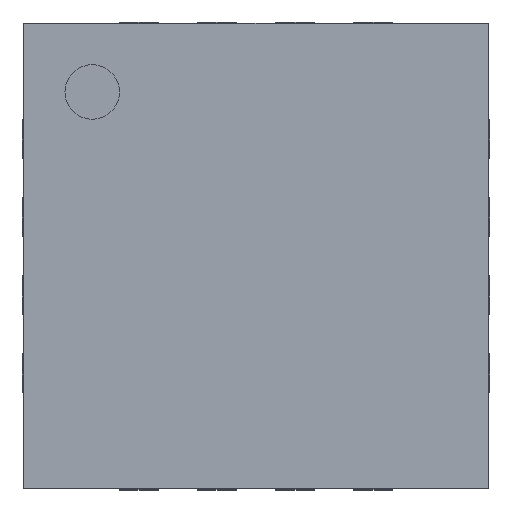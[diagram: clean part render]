
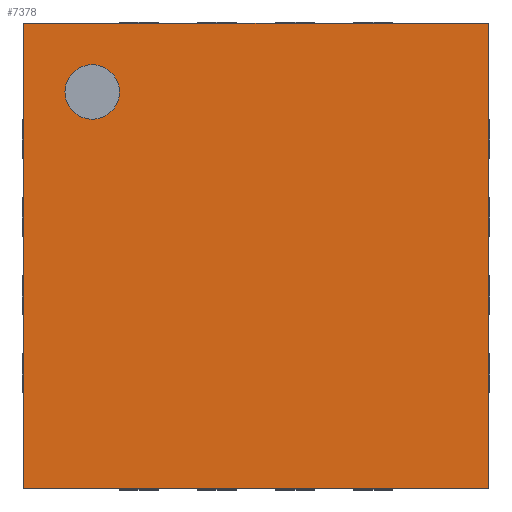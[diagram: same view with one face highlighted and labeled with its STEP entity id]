
A CAD part, top view. The second image highlights one B-rep face of the part: STEP entity #7378.
In plain terms, the highlighted planar face has unit normal (0, 0, 1).
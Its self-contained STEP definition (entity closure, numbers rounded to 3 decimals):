
#214 = PLANE('',#215);
#215 = AXIS2_PLACEMENT_3D('',#216,#217,#218);
#216 = CARTESIAN_POINT('',(-1.49,1.49,0.03));
#217 = DIRECTION('',(1.,0.,0.));
#218 = DIRECTION('',(0.,0.,1.));
#468 = PLANE('',#469);
#469 = AXIS2_PLACEMENT_3D('',#470,#471,#472);
#470 = CARTESIAN_POINT('',(-1.49,1.49,0.03));
#471 = DIRECTION('',(0.,-1.,0.));
#472 = DIRECTION('',(0.,0.,1.));
#873 = PLANE('',#874);
#874 = AXIS2_PLACEMENT_3D('',#875,#876,#877);
#875 = CARTESIAN_POINT('',(-1.49,-1.49,0.03));
#876 = DIRECTION('',(0.,-1.,0.));
#877 = DIRECTION('',(0.,0.,1.));
#1341 = PLANE('',#1342);
#1342 = AXIS2_PLACEMENT_3D('',#1343,#1344,#1345);
#1343 = CARTESIAN_POINT('',(1.49,1.49,0.03));
#1344 = DIRECTION('',(1.,0.,0.));
#1345 = DIRECTION('',(0.,0.,1.));
#2373 = VERTEX_POINT('',#2374);
#2374 = CARTESIAN_POINT('',(-1.49,1.49,1.01));
#2395 = EDGE_CURVE('',#2373,#2396,#2398,.T.);
#2396 = VERTEX_POINT('',#2397);
#2397 = CARTESIAN_POINT('',(-1.49,-1.49,1.01));
#2398 = SURFACE_CURVE('',#2399,(#2403,#2410),.PCURVE_S1.);
#2399 = LINE('',#2400,#2401);
#2400 = CARTESIAN_POINT('',(-1.49,1.49,1.01));
#2401 = VECTOR('',#2402,1.);
#2402 = DIRECTION('',(0.,-1.,0.));
#2403 = PCURVE('',#214,#2404);
#2404 = DEFINITIONAL_REPRESENTATION('',(#2405),#2409);
#2405 = LINE('',#2406,#2407);
#2406 = CARTESIAN_POINT('',(0.98,0.));
#2407 = VECTOR('',#2408,1.);
#2408 = DIRECTION('',(0.,1.));
#2409 = ( GEOMETRIC_REPRESENTATION_CONTEXT(2) 
PARAMETRIC_REPRESENTATION_CONTEXT() REPRESENTATION_CONTEXT('2D SPACE',''
  ) );
#2410 = PCURVE('',#2411,#2416);
#2411 = PLANE('',#2412);
#2412 = AXIS2_PLACEMENT_3D('',#2413,#2414,#2415);
#2413 = CARTESIAN_POINT('',(-1.49,1.49,1.01));
#2414 = DIRECTION('',(0.,0.,1.));
#2415 = DIRECTION('',(0.,-1.,0.));
#2416 = DEFINITIONAL_REPRESENTATION('',(#2417),#2421);
#2417 = LINE('',#2418,#2419);
#2418 = CARTESIAN_POINT('',(0.,0.));
#2419 = VECTOR('',#2420,1.);
#2420 = DIRECTION('',(1.,0.));
#2421 = ( GEOMETRIC_REPRESENTATION_CONTEXT(2) 
PARAMETRIC_REPRESENTATION_CONTEXT() REPRESENTATION_CONTEXT('2D SPACE',''
  ) );
#2687 = EDGE_CURVE('',#2373,#2688,#2690,.T.);
#2688 = VERTEX_POINT('',#2689);
#2689 = CARTESIAN_POINT('',(1.49,1.49,1.01));
#2690 = SURFACE_CURVE('',#2691,(#2695,#2702),.PCURVE_S1.);
#2691 = LINE('',#2692,#2693);
#2692 = CARTESIAN_POINT('',(-1.49,1.49,1.01));
#2693 = VECTOR('',#2694,1.);
#2694 = DIRECTION('',(1.,0.,0.));
#2695 = PCURVE('',#468,#2696);
#2696 = DEFINITIONAL_REPRESENTATION('',(#2697),#2701);
#2697 = LINE('',#2698,#2699);
#2698 = CARTESIAN_POINT('',(0.98,0.));
#2699 = VECTOR('',#2700,1.);
#2700 = DIRECTION('',(0.,-1.));
#2701 = ( GEOMETRIC_REPRESENTATION_CONTEXT(2) 
PARAMETRIC_REPRESENTATION_CONTEXT() REPRESENTATION_CONTEXT('2D SPACE',''
  ) );
#2702 = PCURVE('',#2411,#2703);
#2703 = DEFINITIONAL_REPRESENTATION('',(#2704),#2708);
#2704 = LINE('',#2705,#2706);
#2705 = CARTESIAN_POINT('',(0.,0.));
#2706 = VECTOR('',#2707,1.);
#2707 = DIRECTION('',(0.,1.));
#2708 = ( GEOMETRIC_REPRESENTATION_CONTEXT(2) 
PARAMETRIC_REPRESENTATION_CONTEXT() REPRESENTATION_CONTEXT('2D SPACE',''
  ) );
#4642 = EDGE_CURVE('',#2688,#4643,#4645,.T.);
#4643 = VERTEX_POINT('',#4644);
#4644 = CARTESIAN_POINT('',(1.49,-1.49,1.01));
#4645 = SURFACE_CURVE('',#4646,(#4650,#4657),.PCURVE_S1.);
#4646 = LINE('',#4647,#4648);
#4647 = CARTESIAN_POINT('',(1.49,1.49,1.01));
#4648 = VECTOR('',#4649,1.);
#4649 = DIRECTION('',(0.,-1.,0.));
#4650 = PCURVE('',#1341,#4651);
#4651 = DEFINITIONAL_REPRESENTATION('',(#4652),#4656);
#4652 = LINE('',#4653,#4654);
#4653 = CARTESIAN_POINT('',(0.98,0.));
#4654 = VECTOR('',#4655,1.);
#4655 = DIRECTION('',(0.,1.));
#4656 = ( GEOMETRIC_REPRESENTATION_CONTEXT(2) 
PARAMETRIC_REPRESENTATION_CONTEXT() REPRESENTATION_CONTEXT('2D SPACE',''
  ) );
#4657 = PCURVE('',#2411,#4658);
#4658 = DEFINITIONAL_REPRESENTATION('',(#4659),#4663);
#4659 = LINE('',#4660,#4661);
#4660 = CARTESIAN_POINT('',(0.,2.98));
#4661 = VECTOR('',#4662,1.);
#4662 = DIRECTION('',(1.,0.));
#4663 = ( GEOMETRIC_REPRESENTATION_CONTEXT(2) 
PARAMETRIC_REPRESENTATION_CONTEXT() REPRESENTATION_CONTEXT('2D SPACE',''
  ) );
#4969 = EDGE_CURVE('',#2396,#4643,#4970,.T.);
#4970 = SURFACE_CURVE('',#4971,(#4975,#4982),.PCURVE_S1.);
#4971 = LINE('',#4972,#4973);
#4972 = CARTESIAN_POINT('',(-1.49,-1.49,1.01));
#4973 = VECTOR('',#4974,1.);
#4974 = DIRECTION('',(1.,0.,0.));
#4975 = PCURVE('',#873,#4976);
#4976 = DEFINITIONAL_REPRESENTATION('',(#4977),#4981);
#4977 = LINE('',#4978,#4979);
#4978 = CARTESIAN_POINT('',(0.98,0.));
#4979 = VECTOR('',#4980,1.);
#4980 = DIRECTION('',(0.,-1.));
#4981 = ( GEOMETRIC_REPRESENTATION_CONTEXT(2) 
PARAMETRIC_REPRESENTATION_CONTEXT() REPRESENTATION_CONTEXT('2D SPACE',''
  ) );
#4982 = PCURVE('',#2411,#4983);
#4983 = DEFINITIONAL_REPRESENTATION('',(#4984),#4988);
#4984 = LINE('',#4985,#4986);
#4985 = CARTESIAN_POINT('',(2.98,0.));
#4986 = VECTOR('',#4987,1.);
#4987 = DIRECTION('',(0.,1.));
#4988 = ( GEOMETRIC_REPRESENTATION_CONTEXT(2) 
PARAMETRIC_REPRESENTATION_CONTEXT() REPRESENTATION_CONTEXT('2D SPACE',''
  ) );
#7378 = ADVANCED_FACE('',(#7379,#7385),#2411,.T.);
#7379 = FACE_BOUND('',#7380,.T.);
#7380 = EDGE_LOOP('',(#7381,#7382,#7383,#7384));
#7381 = ORIENTED_EDGE('',*,*,#2687,.F.);
#7382 = ORIENTED_EDGE('',*,*,#2395,.T.);
#7383 = ORIENTED_EDGE('',*,*,#4969,.T.);
#7384 = ORIENTED_EDGE('',*,*,#4642,.F.);
#7385 = FACE_BOUND('',#7386,.T.);
#7386 = EDGE_LOOP('',(#7387));
#7387 = ORIENTED_EDGE('',*,*,#7388,.F.);
#7388 = EDGE_CURVE('',#7389,#7389,#7391,.T.);
#7389 = VERTEX_POINT('',#7390);
#7390 = CARTESIAN_POINT('',(-1.05,0.875,1.01));
#7391 = SURFACE_CURVE('',#7392,(#7397,#7404),.PCURVE_S1.);
#7392 = CIRCLE('',#7393,0.175);
#7393 = AXIS2_PLACEMENT_3D('',#7394,#7395,#7396);
#7394 = CARTESIAN_POINT('',(-1.05,1.05,1.01));
#7395 = DIRECTION('',(0.,0.,1.));
#7396 = DIRECTION('',(0.,-1.,0.));
#7397 = PCURVE('',#2411,#7398);
#7398 = DEFINITIONAL_REPRESENTATION('',(#7399),#7403);
#7399 = CIRCLE('',#7400,0.175);
#7400 = AXIS2_PLACEMENT_2D('',#7401,#7402);
#7401 = CARTESIAN_POINT('',(0.44,0.44));
#7402 = DIRECTION('',(1.,0.));
#7403 = ( GEOMETRIC_REPRESENTATION_CONTEXT(2) 
PARAMETRIC_REPRESENTATION_CONTEXT() REPRESENTATION_CONTEXT('2D SPACE',''
  ) );
#7404 = PCURVE('',#7405,#7410);
#7405 = CYLINDRICAL_SURFACE('',#7406,0.175);
#7406 = AXIS2_PLACEMENT_3D('',#7407,#7408,#7409);
#7407 = CARTESIAN_POINT('',(-1.05,1.05,1.01));
#7408 = DIRECTION('',(0.,0.,-1.));
#7409 = DIRECTION('',(0.,-1.,0.));
#7410 = DEFINITIONAL_REPRESENTATION('',(#7411),#7415);
#7411 = LINE('',#7412,#7413);
#7412 = CARTESIAN_POINT('',(0.,0.));
#7413 = VECTOR('',#7414,1.);
#7414 = DIRECTION('',(-1.,0.));
#7415 = ( GEOMETRIC_REPRESENTATION_CONTEXT(2) 
PARAMETRIC_REPRESENTATION_CONTEXT() REPRESENTATION_CONTEXT('2D SPACE',''
  ) );
